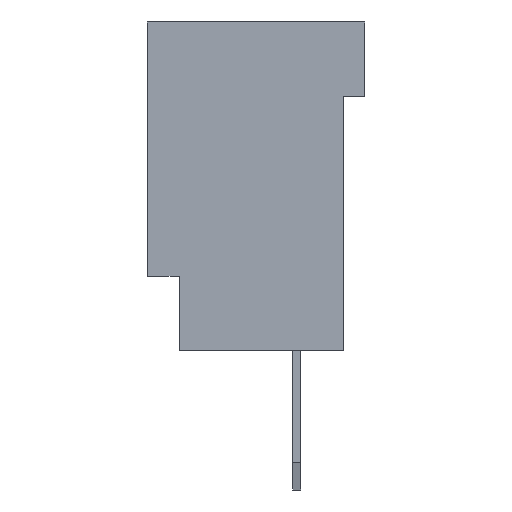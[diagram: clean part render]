
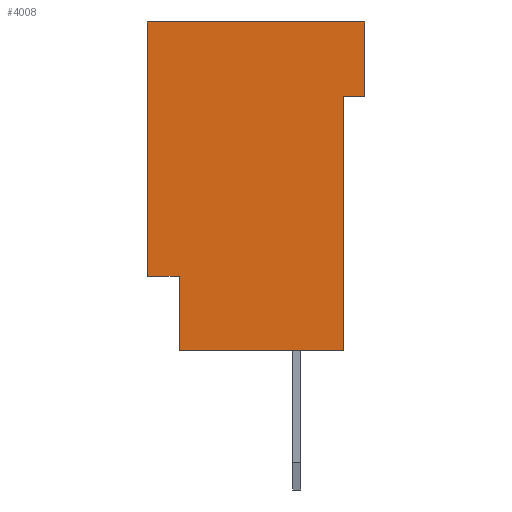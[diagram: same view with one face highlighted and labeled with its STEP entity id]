
A CAD part, left-side view. The second image highlights one B-rep face of the part: STEP entity #4008.
In plain terms, the highlighted planar face has unit normal (-1, 0, 0).
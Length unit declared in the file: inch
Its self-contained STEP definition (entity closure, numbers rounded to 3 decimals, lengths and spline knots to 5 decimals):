
#1=DIRECTION('',(0.,0.,-1.));
#2=VECTOR('',#1,0.07);
#3=CARTESIAN_POINT('',(-0.298,0.102,0.));
#4=LINE('',#3,#2);
#5=DIRECTION('',(0.,1.,0.));
#6=VECTOR('',#5,0.02);
#7=CARTESIAN_POINT('',(-0.298,0.102,-0.07));
#8=LINE('',#7,#6);
#9=DIRECTION('',(0.,0.,-1.));
#10=VECTOR('',#9,0.24);
#11=CARTESIAN_POINT('',(-0.298,0.122,-0.07));
#12=LINE('',#11,#10);
#13=DIRECTION('',(0.,1.,0.));
#14=VECTOR('',#13,0.155);
#15=CARTESIAN_POINT('',(-0.298,0.122,-0.31));
#16=LINE('',#15,#14);
#17=DIRECTION('',(0.,0.,1.));
#18=VECTOR('',#17,0.07);
#19=CARTESIAN_POINT('',(-0.298,0.277,-0.31));
#20=LINE('',#19,#18);
#21=DIRECTION('',(0.,1.,0.));
#22=VECTOR('',#21,0.03);
#23=CARTESIAN_POINT('',(-0.298,0.277,-0.24));
#24=LINE('',#23,#22);
#25=DIRECTION('',(0.,0.,1.));
#26=VECTOR('',#25,0.24);
#27=CARTESIAN_POINT('',(-0.298,0.307,-0.24));
#28=LINE('',#27,#26);
#29=DIRECTION('',(0.,-1.,0.));
#30=VECTOR('',#29,0.205);
#31=CARTESIAN_POINT('',(-0.298,0.307,0.));
#32=LINE('',#31,#30);
#3029=CARTESIAN_POINT('',(-0.298,0.122,-0.07));
#3030=CARTESIAN_POINT('',(-0.298,0.122,-0.31));
#3031=VERTEX_POINT('',#3029);
#3032=VERTEX_POINT('',#3030);
#3033=CARTESIAN_POINT('',(-0.298,0.277,-0.31));
#3034=VERTEX_POINT('',#3033);
#3035=CARTESIAN_POINT('',(-0.298,0.277,-0.24));
#3036=VERTEX_POINT('',#3035);
#3037=CARTESIAN_POINT('',(-0.298,0.307,-0.24));
#3038=VERTEX_POINT('',#3037);
#3039=CARTESIAN_POINT('',(-0.298,0.307,0.));
#3040=VERTEX_POINT('',#3039);
#3969=CARTESIAN_POINT('',(-0.298,0.102,0.));
#3970=CARTESIAN_POINT('',(-0.298,0.102,-0.07));
#3971=VERTEX_POINT('',#3969);
#3972=VERTEX_POINT('',#3970);
#3985=CARTESIAN_POINT('',(-0.298,0.,0.));
#3986=DIRECTION('',(1.,0.,0.));
#3987=DIRECTION('',(0.,0.,-1.));
#3988=AXIS2_PLACEMENT_3D('',#3985,#3986,#3987);
#3989=PLANE('',#3988);
#3991=ORIENTED_EDGE('',*,*,#3990,.T.);
#3993=ORIENTED_EDGE('',*,*,#3992,.T.);
#3995=ORIENTED_EDGE('',*,*,#3994,.T.);
#3997=ORIENTED_EDGE('',*,*,#3996,.T.);
#3999=ORIENTED_EDGE('',*,*,#3998,.T.);
#4001=ORIENTED_EDGE('',*,*,#4000,.T.);
#4003=ORIENTED_EDGE('',*,*,#4002,.T.);
#4005=ORIENTED_EDGE('',*,*,#4004,.T.);
#4006=EDGE_LOOP('',(#3991,#3993,#3995,#3997,#3999,#4001,#4003,#4005));
#4007=FACE_OUTER_BOUND('',#4006,.F.);
#4008=ADVANCED_FACE('',(#4007),#3989,.F.);
#3990=EDGE_CURVE('',#3971,#3972,#4,.T.);
#3992=EDGE_CURVE('',#3972,#3031,#8,.T.);
#3994=EDGE_CURVE('',#3031,#3032,#12,.T.);
#3996=EDGE_CURVE('',#3032,#3034,#16,.T.);
#3998=EDGE_CURVE('',#3034,#3036,#20,.T.);
#4000=EDGE_CURVE('',#3036,#3038,#24,.T.);
#4002=EDGE_CURVE('',#3038,#3040,#28,.T.);
#4004=EDGE_CURVE('',#3040,#3971,#32,.T.);
